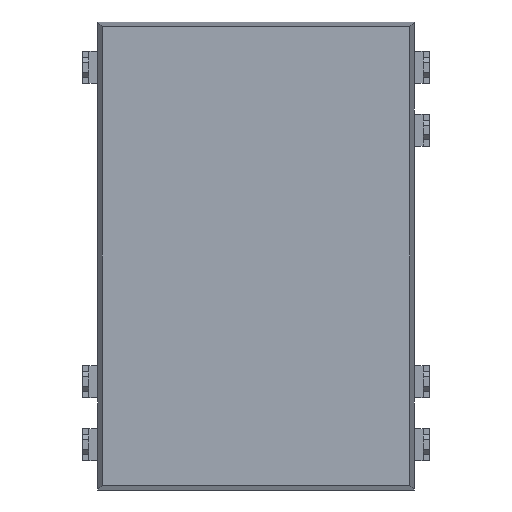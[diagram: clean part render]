
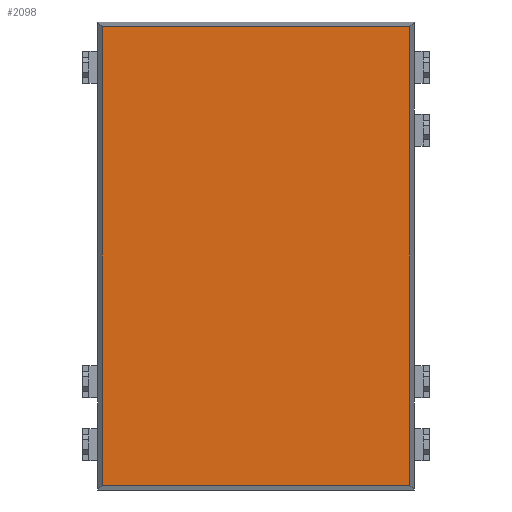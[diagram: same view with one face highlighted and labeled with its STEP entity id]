
A CAD part, front view. The second image highlights one B-rep face of the part: STEP entity #2098.
In plain terms, the highlighted planar face has unit normal (0, -1, 0).
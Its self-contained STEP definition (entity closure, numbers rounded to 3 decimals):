
#193 = LINE ( 'NONE', #3920, #274 ) ;
#274 = VECTOR ( 'NONE', #760, 1000. ) ;
#421 = VECTOR ( 'NONE', #2570, 1000. ) ;
#760 = DIRECTION ( 'NONE',  ( 1., 0., 0. ) ) ;
#954 = ORIENTED_EDGE ( 'NONE', *, *, #5501, .T. ) ;
#986 = VERTEX_POINT ( 'NONE', #1762 ) ;
#1055 = EDGE_CURVE ( 'NONE', #986, #2046, #193, .T. ) ;
#1274 = CARTESIAN_POINT ( 'NONE',  ( -6.206, -1.975, 9.45 ) ) ;
#1378 = ORIENTED_EDGE ( 'NONE', *, *, #1458, .T. ) ;
#1458 = EDGE_CURVE ( 'NONE', #2046, #2587, #3320, .T. ) ;
#1527 = ORIENTED_EDGE ( 'NONE', *, *, #1055, .T. ) ;
#1590 = ORIENTED_EDGE ( 'NONE', *, *, #2137, .T. ) ;
#1762 = CARTESIAN_POINT ( 'NONE',  ( -6.206, -1.975, -9.256 ) ) ;
#2046 = VERTEX_POINT ( 'NONE', #2843 ) ;
#2063 = LINE ( 'NONE', #1274, #2124 ) ;
#2098 = ADVANCED_FACE ( 'NONE', ( #3771 ), #5172, .T. ) ;
#2124 = VECTOR ( 'NONE', #2786, 1000. ) ;
#2137 = EDGE_CURVE ( 'NONE', #4496, #986, #2063, .T. ) ;
#2397 = CARTESIAN_POINT ( 'NONE',  ( -6.206, -1.975, 9.256 ) ) ;
#2570 = DIRECTION ( 'NONE',  ( -1., 0., 0. ) ) ;
#2587 = VERTEX_POINT ( 'NONE', #4238 ) ;
#2786 = DIRECTION ( 'NONE',  ( 0., 0., -1. ) ) ;
#2843 = CARTESIAN_POINT ( 'NONE',  ( 6.206, -1.975, -9.256 ) ) ;
#3135 = DIRECTION ( 'NONE',  ( 0., 0., 1. ) ) ;
#3236 = EDGE_LOOP ( 'NONE', ( #1590, #1527, #1378, #954 ) ) ;
#3251 = VECTOR ( 'NONE', #3135, 1000. ) ;
#3320 = LINE ( 'NONE', #4718, #3251 ) ;
#3596 = AXIS2_PLACEMENT_3D ( 'NONE', #5432, #5450, #5444 ) ;
#3771 = FACE_OUTER_BOUND ( 'NONE', #3236, .T. ) ;
#3920 = CARTESIAN_POINT ( 'NONE',  ( -6.4, -1.975, -9.256 ) ) ;
#4238 = CARTESIAN_POINT ( 'NONE',  ( 6.206, -1.975, 9.256 ) ) ;
#4271 = LINE ( 'NONE', #5151, #421 ) ;
#4496 = VERTEX_POINT ( 'NONE', #2397 ) ;
#4718 = CARTESIAN_POINT ( 'NONE',  ( 6.206, -1.975, 9.45 ) ) ;
#5151 = CARTESIAN_POINT ( 'NONE',  ( -6.4, -1.975, 9.256 ) ) ;
#5172 = PLANE ( 'NONE',  #3596 ) ;
#5432 = CARTESIAN_POINT ( 'NONE',  ( -6.4, -1.975, -9.45 ) ) ;
#5444 = DIRECTION ( 'NONE',  ( 0., 0., -1. ) ) ;
#5450 = DIRECTION ( 'NONE',  ( 0., -1., 0. ) ) ;
#5501 = EDGE_CURVE ( 'NONE', #2587, #4496, #4271, .T. ) ;
